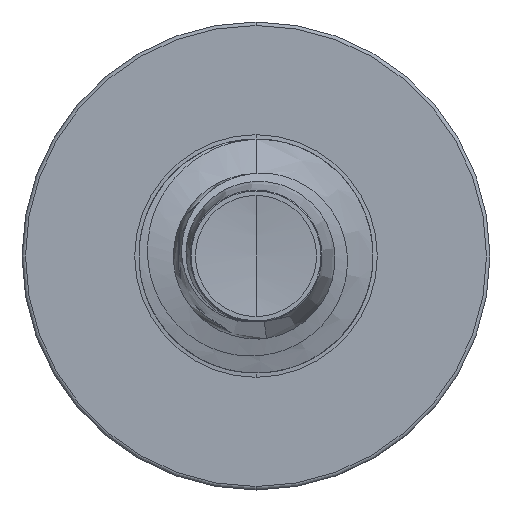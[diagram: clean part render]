
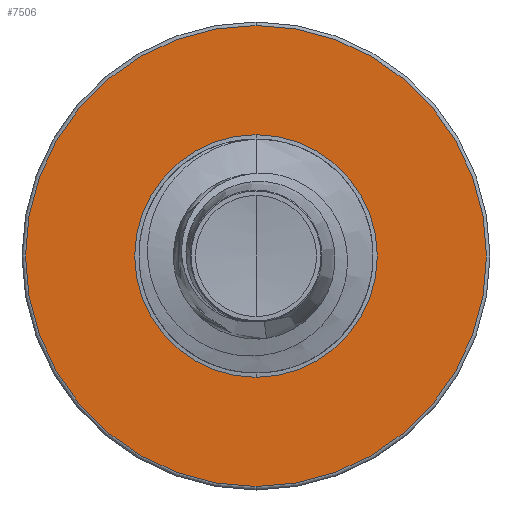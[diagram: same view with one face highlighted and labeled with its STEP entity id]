
A CAD part, front view. The second image highlights one B-rep face of the part: STEP entity #7506.
In plain terms, the highlighted planar face has unit normal (0, -1, 0).
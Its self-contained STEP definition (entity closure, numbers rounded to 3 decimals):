
#1847 = CIRCLE ( 'NONE', #7181, 1.296 ) ;
#2020 = DIRECTION ( 'NONE',  ( 0., 1., 0. ) ) ;
#2926 = VERTEX_POINT ( 'NONE', #18762 ) ;
#3682 = DIRECTION ( 'NONE',  ( 0., 1., 0. ) ) ;
#4423 = EDGE_LOOP ( 'NONE', ( #19338, #20834 ) ) ;
#5405 = AXIS2_PLACEMENT_3D ( 'NONE', #7208, #20435, #9163 ) ;
#5494 = CARTESIAN_POINT ( 'NONE',  ( 0., 15., 0. ) ) ;
#5973 = ORIENTED_EDGE ( 'NONE', *, *, #10733, .F. ) ;
#7075 = CARTESIAN_POINT ( 'NONE',  ( 0., 15., 2.463 ) ) ;
#7181 = AXIS2_PLACEMENT_3D ( 'NONE', #13605, #2020, #15499 ) ;
#7208 = CARTESIAN_POINT ( 'NONE',  ( 0., 15., 0. ) ) ;
#7452 = DIRECTION ( 'NONE',  ( 0., 0., 1. ) ) ;
#7506 = ADVANCED_FACE ( 'NONE', ( #14517, #23249 ), #18722, .F. ) ;
#8151 = EDGE_CURVE ( 'NONE', #17584, #20532, #1847, .T. ) ;
#9071 = CARTESIAN_POINT ( 'NONE',  ( 0., 15., -1.296 ) ) ;
#9163 = DIRECTION ( 'NONE',  ( 0., 0., 1. ) ) ;
#10449 = CARTESIAN_POINT ( 'NONE',  ( 0., 15., 1.296 ) ) ;
#10512 = ORIENTED_EDGE ( 'NONE', *, *, #24060, .F. ) ;
#10733 = EDGE_CURVE ( 'NONE', #22185, #2926, #18004, .T. ) ;
#11257 = DIRECTION ( 'NONE',  ( 0., 0., 1. ) ) ;
#13605 = CARTESIAN_POINT ( 'NONE',  ( 0., 15., 0. ) ) ;
#14125 = CARTESIAN_POINT ( 'NONE',  ( 0., 15., -1.296 ) ) ;
#14170 = CIRCLE ( 'NONE', #19578, 2.463 ) ;
#14517 = FACE_OUTER_BOUND ( 'NONE', #15751, .T. ) ;
#14578 = AXIS2_PLACEMENT_3D ( 'NONE', #5494, #18785, #7452 ) ;
#14768 = CIRCLE ( 'NONE', #14578, 1.296 ) ;
#15213 = CARTESIAN_POINT ( 'NONE',  ( 0., 15., 0. ) ) ;
#15499 = DIRECTION ( 'NONE',  ( 0., 0., 1. ) ) ;
#15751 = EDGE_LOOP ( 'NONE', ( #5973, #10512 ) ) ;
#17079 = DIRECTION ( 'NONE',  ( 0., 0., 1. ) ) ;
#17584 = VERTEX_POINT ( 'NONE', #10449 ) ;
#18004 = CIRCLE ( 'NONE', #5405, 2.463 ) ;
#18722 = PLANE ( 'NONE',  #24053 ) ;
#18762 = CARTESIAN_POINT ( 'NONE',  ( 0., 15., -2.462 ) ) ;
#18785 = DIRECTION ( 'NONE',  ( 0., 1., 0. ) ) ;
#19338 = ORIENTED_EDGE ( 'NONE', *, *, #8151, .T. ) ;
#19578 = AXIS2_PLACEMENT_3D ( 'NONE', #15213, #3682, #17079 ) ;
#20435 = DIRECTION ( 'NONE',  ( 0., 1., 0. ) ) ;
#20532 = VERTEX_POINT ( 'NONE', #14125 ) ;
#20834 = ORIENTED_EDGE ( 'NONE', *, *, #23457, .T. ) ;
#22185 = VERTEX_POINT ( 'NONE', #7075 ) ;
#22467 = DIRECTION ( 'NONE',  ( 0., 1., 0. ) ) ;
#23249 = FACE_BOUND ( 'NONE', #4423, .T. ) ;
#23457 = EDGE_CURVE ( 'NONE', #20532, #17584, #14768, .T. ) ;
#24053 = AXIS2_PLACEMENT_3D ( 'NONE', #9071, #22467, #11257 ) ;
#24060 = EDGE_CURVE ( 'NONE', #2926, #22185, #14170, .T. ) ;
